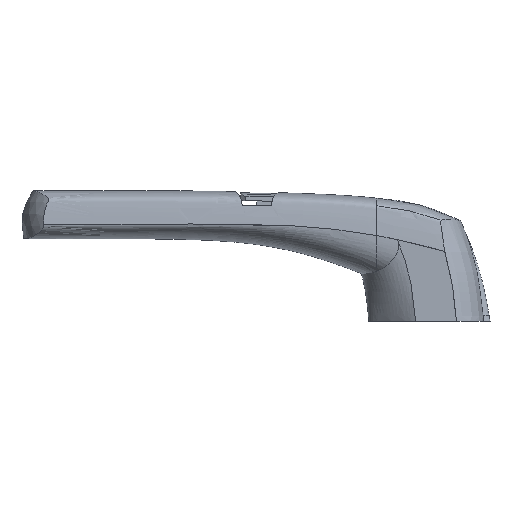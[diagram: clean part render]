
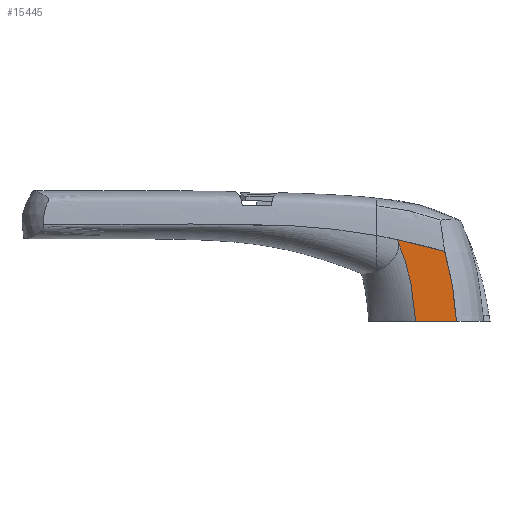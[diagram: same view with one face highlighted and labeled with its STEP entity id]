
A CAD part, front view. The second image highlights one B-rep face of the part: STEP entity #15445.
In plain terms, the highlighted planar face has unit normal (0, -1, 0).
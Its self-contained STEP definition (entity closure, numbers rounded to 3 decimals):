
#1649=DIRECTION('',(1.,0.,0.));
#1650=VECTOR('',#1649,20.642);
#1651=CARTESIAN_POINT('',(-10.321,-22.246,
-21.549));
#1652=LINE('',#1651,#1650);
#2685=CARTESIAN_POINT('',(-101.147,-22.256,
-358.597));
#2686=DIRECTION('',(0.,1.,0.));
#2687=DIRECTION('',(0.211,0.,0.978));
#2688=AXIS2_PLACEMENT_3D('',#2685,#2686,#2687);
#2693=CARTESIAN_POINT('',(4.36,-22.246,13.91));
#2694=CARTESIAN_POINT('',(4.84,-22.246,12.297));
#2695=CARTESIAN_POINT('',(5.674,-22.245,9.069));
#2696=CARTESIAN_POINT('',(6.675,-22.245,4.831));
#2697=CARTESIAN_POINT('',(7.498,-22.246,
0.823));
#2698=CARTESIAN_POINT('',(8.287,-22.246,
-3.583));
#2699=CARTESIAN_POINT('',(8.908,-22.246,
-7.844));
#2700=CARTESIAN_POINT('',(9.407,-22.246,
-11.883));
#2701=CARTESIAN_POINT('',(9.905,-22.247,
-16.654));
#2702=CARTESIAN_POINT('',(10.188,-22.246,
-19.873));
#2703=CARTESIAN_POINT('',(10.321,-22.246,
-21.551));
#2708=CARTESIAN_POINT('',(-10.321,-22.246,
-21.549));
#2709=CARTESIAN_POINT('',(-10.398,-22.246,
-20.66));
#2710=CARTESIAN_POINT('',(-10.552,-22.246,
-18.882));
#2711=CARTESIAN_POINT('',(-10.799,-22.246,
-16.215));
#2712=CARTESIAN_POINT('',(-11.074,-22.246,
-13.551));
#2713=CARTESIAN_POINT('',(-11.388,-22.246,
-10.891));
#2714=CARTESIAN_POINT('',(-11.749,-22.246,
-8.237));
#2715=CARTESIAN_POINT('',(-12.165,-22.246,
-5.591));
#2716=CARTESIAN_POINT('',(-12.64,-22.246,
-2.955));
#2717=CARTESIAN_POINT('',(-13.177,-22.246,
-0.331));
#2718=CARTESIAN_POINT('',(-13.779,-22.246,
2.279));
#2719=CARTESIAN_POINT('',(-14.445,-22.246,
4.873));
#2720=CARTESIAN_POINT('',(-15.174,-22.246,
7.45));
#2721=CARTESIAN_POINT('',(-15.964,-22.246,
10.009));
#2722=CARTESIAN_POINT('',(-16.813,-22.246,
12.55));
#2723=CARTESIAN_POINT('',(-17.716,-22.246,
15.071));
#2724=CARTESIAN_POINT('',(-18.646,-22.246,
17.514));
#2725=CARTESIAN_POINT('',(-19.286,-22.246,
19.111));
#2726=CARTESIAN_POINT('',(-19.599,-22.246,
19.877));
#4072=CARTESIAN_POINT('',(10.321,-22.246,
-21.551));
#4073=VERTEX_POINT('',#4072);
#4076=CARTESIAN_POINT('',(-10.321,-22.246,
-21.549));
#4077=VERTEX_POINT('',#4076);
#4088=CARTESIAN_POINT('',(-19.599,-22.246,
19.877));
#4089=VERTEX_POINT('',#4088);
#4090=CARTESIAN_POINT('',(4.36,-22.246,13.91));
#4091=VERTEX_POINT('',#4090);
#15433=CARTESIAN_POINT('',(-4.7,-22.246,
-0.856));
#15434=DIRECTION('',(0.,1.,0.));
#15435=DIRECTION('',(0.,0.,-1.));
#15436=AXIS2_PLACEMENT_3D('',#15433,#15434,#15435);
#15437=PLANE('',#15436);
#15438=ORIENTED_EDGE('',*,*,#4615,.T.);
#15440=ORIENTED_EDGE('',*,*,#15439,.T.);
#15441=ORIENTED_EDGE('',*,*,#4468,.F.);
#15442=ORIENTED_EDGE('',*,*,#15415,.T.);
#15443=EDGE_LOOP('',(#15438,#15440,#15441,#15442));
#15444=FACE_OUTER_BOUND('',#15443,.F.);
#2689=CIRCLE('',#2688,387.161);
#2704=B_SPLINE_CURVE_WITH_KNOTS('',3,(#2693,#2694,#2695,#2696,#2697,#2698,#2699,
#2700,#2701,#2702,#2703),.UNSPECIFIED.,.F.,.F.,(4,1,1,1,1,1,1,1,4),(0.,
0.125,0.25,0.375,0.5,
0.625,0.75,0.875,1.),.UNSPECIFIED.);
#2727=B_SPLINE_CURVE_WITH_KNOTS('',3,(#2708,#2709,#2710,#2711,#2712,#2713,#2714,
#2715,#2716,#2717,#2718,#2719,#2720,#2721,#2722,#2723,#2724,#2725,#2726),
.UNSPECIFIED.,.F.,.F.,(4,1,1,1,1,1,1,1,1,1,1,1,1,1,1,1,4),(0.,
0.063,0.126,0.188,0.251,
0.314,0.377,0.439,0.502,
0.565,0.628,0.691,0.753,
0.816,0.879,0.942,1.),.UNSPECIFIED.);
#4468=EDGE_CURVE('',#4077,#4073,#1652,.T.);
#4615=EDGE_CURVE('',#4089,#4091,#2689,.T.);
#15415=EDGE_CURVE('',#4077,#4089,#2727,.T.);
#15439=EDGE_CURVE('',#4091,#4073,#2704,.T.);
#15445=ADVANCED_FACE('',(#15444),#15437,.F.);
